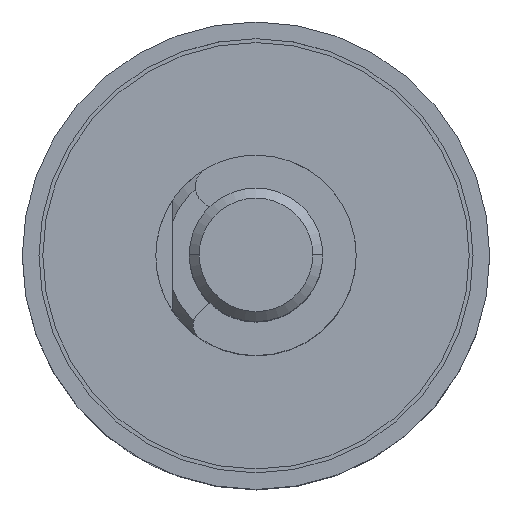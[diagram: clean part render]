
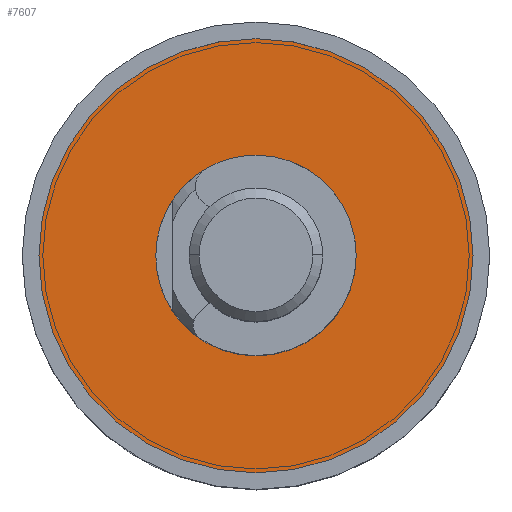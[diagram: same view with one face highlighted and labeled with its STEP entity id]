
A CAD part, top view. The second image highlights one B-rep face of the part: STEP entity #7607.
In plain terms, the highlighted planar face has unit normal (0, 0, 1).
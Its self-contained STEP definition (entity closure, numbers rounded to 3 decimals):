
#403 = FACE_OUTER_BOUND ( 'NONE', #8152, .T. ) ;
#409 = FACE_BOUND ( 'NONE', #3024, .T. ) ;
#467 = CARTESIAN_POINT ( 'NONE',  ( 0., 0., 0.5 ) ) ;
#1572 = EDGE_CURVE ( 'NONE', #10075, #7773, #7997, .T. ) ;
#1831 = AXIS2_PLACEMENT_3D ( 'NONE', #10009, #4512, #9256 ) ;
#1956 = EDGE_CURVE ( 'NONE', #8613, #6852, #3332, .T. ) ;
#1965 = CARTESIAN_POINT ( 'NONE',  ( -6.5, 0., 0.5 ) ) ;
#1973 = EDGE_CURVE ( 'NONE', #7773, #10075, #9778, .T. ) ;
#2179 = DIRECTION ( 'NONE',  ( 0., 0., 1. ) ) ;
#2284 = DIRECTION ( 'NONE',  ( 0., 0., 1. ) ) ;
#2500 = DIRECTION ( 'NONE',  ( -1., 0., 0. ) ) ;
#2691 = AXIS2_PLACEMENT_3D ( 'NONE', #467, #2852, #6667 ) ;
#2695 = EDGE_CURVE ( 'NONE', #6852, #8613, #8712, .T. ) ;
#2852 = DIRECTION ( 'NONE',  ( 0., 0., 1. ) ) ;
#2953 = ORIENTED_EDGE ( 'NONE', *, *, #2695, .T. ) ;
#3024 = EDGE_LOOP ( 'NONE', ( #4563, #9371 ) ) ;
#3332 = CIRCLE ( 'NONE', #2691, 6.5 ) ;
#3417 = AXIS2_PLACEMENT_3D ( 'NONE', #3722, #2179, #4518 ) ;
#3722 = CARTESIAN_POINT ( 'NONE',  ( 0., 0., 0.5 ) ) ;
#4512 = DIRECTION ( 'NONE',  ( 0., 0., -1. ) ) ;
#4518 = DIRECTION ( 'NONE',  ( 1., 0., 0. ) ) ;
#4563 = ORIENTED_EDGE ( 'NONE', *, *, #1572, .T. ) ;
#5162 = AXIS2_PLACEMENT_3D ( 'NONE', #8798, #7266, #2500 ) ;
#6196 = CARTESIAN_POINT ( 'NONE',  ( 6.5, 0., 0.5 ) ) ;
#6481 = CARTESIAN_POINT ( 'NONE',  ( 3., 0., 0.5 ) ) ;
#6667 = DIRECTION ( 'NONE',  ( 1., 0., 0. ) ) ;
#6852 = VERTEX_POINT ( 'NONE', #6196 ) ;
#7141 = CARTESIAN_POINT ( 'NONE',  ( 3., 0., 0.5 ) ) ;
#7266 = DIRECTION ( 'NONE',  ( 0., 0., -1. ) ) ;
#7607 = ADVANCED_FACE ( 'NONE', ( #409, #403 ), #8699, .T. ) ;
#7678 = CARTESIAN_POINT ( 'NONE',  ( -3., 0., 0.5 ) ) ;
#7736 = DIRECTION ( 'NONE',  ( 1., 0., 0. ) ) ;
#7773 = VERTEX_POINT ( 'NONE', #6481 ) ;
#7997 = CIRCLE ( 'NONE', #5162, 3. ) ;
#8152 = EDGE_LOOP ( 'NONE', ( #2953, #9814 ) ) ;
#8613 = VERTEX_POINT ( 'NONE', #1965 ) ;
#8699 = PLANE ( 'NONE',  #8957 ) ;
#8712 = CIRCLE ( 'NONE', #3417, 6.5 ) ;
#8798 = CARTESIAN_POINT ( 'NONE',  ( 0., 0., 0.5 ) ) ;
#8957 = AXIS2_PLACEMENT_3D ( 'NONE', #7141, #2284, #7736 ) ;
#9256 = DIRECTION ( 'NONE',  ( -1., 0., 0. ) ) ;
#9371 = ORIENTED_EDGE ( 'NONE', *, *, #1973, .T. ) ;
#9778 = CIRCLE ( 'NONE', #1831, 3. ) ;
#9814 = ORIENTED_EDGE ( 'NONE', *, *, #1956, .T. ) ;
#10009 = CARTESIAN_POINT ( 'NONE',  ( 0., 0., 0.5 ) ) ;
#10075 = VERTEX_POINT ( 'NONE', #7678 ) ;
